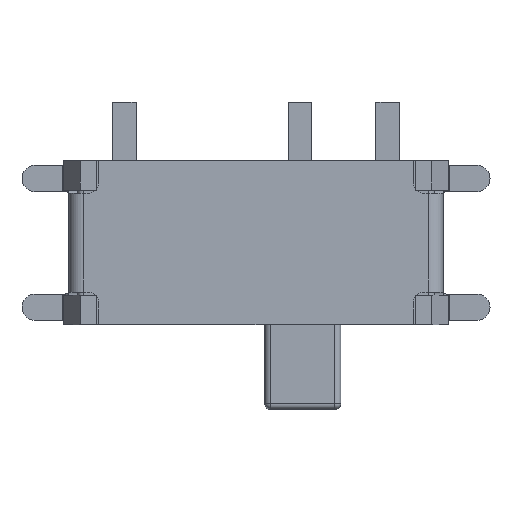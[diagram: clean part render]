
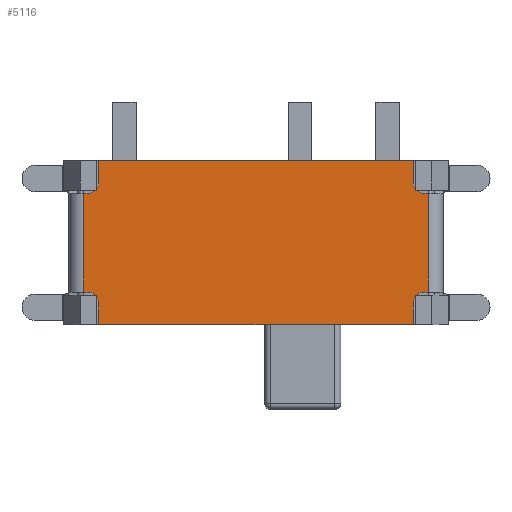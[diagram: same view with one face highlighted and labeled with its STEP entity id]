
A CAD part, top view. The second image highlights one B-rep face of the part: STEP entity #5116.
In plain terms, the highlighted planar face has unit normal (0, 0, 1).
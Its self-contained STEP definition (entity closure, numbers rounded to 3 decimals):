
#4666 = EDGE_CURVE('',#4667,#4669,#4671,.T.);
#4667 = VERTEX_POINT('',#4668);
#4668 = CARTESIAN_POINT('',(2.95,0.297,1.35));
#4669 = VERTEX_POINT('',#4670);
#4670 = CARTESIAN_POINT('',(2.884,0.297,1.35
    ));
#4671 = LINE('',#4672,#4673);
#4672 = CARTESIAN_POINT('',(3.2,0.297,1.35));
#4673 = VECTOR('',#4674,1.);
#4674 = DIRECTION('',(-1.,0.,0.));
#4723 = EDGE_CURVE('',#4669,#4724,#4726,.T.);
#4724 = VERTEX_POINT('',#4725);
#4725 = CARTESIAN_POINT('',(2.684,0.497,1.35
    ));
#4726 = CIRCLE('',#4727,0.2);
#4727 = AXIS2_PLACEMENT_3D('',#4728,#4729,#4730);
#4728 = CARTESIAN_POINT('',(2.884,0.497,1.35
    ));
#4729 = DIRECTION('',(0.,0.,-1.));
#4730 = DIRECTION('',(1.,0.,0.));
#4749 = VERTEX_POINT('',#4750);
#4750 = CARTESIAN_POINT('',(2.684,0.853,1.35
    ));
#4756 = EDGE_CURVE('',#4724,#4749,#4757,.T.);
#4757 = LINE('',#4758,#4759);
#4758 = CARTESIAN_POINT('',(2.684,0.497,1.35
    ));
#4759 = VECTOR('',#4760,1.);
#4760 = DIRECTION('',(0.,1.,0.));
#4773 = VERTEX_POINT('',#4774);
#4774 = CARTESIAN_POINT('',(-2.684,0.853,
    1.35));
#4780 = EDGE_CURVE('',#4749,#4773,#4781,.T.);
#4781 = LINE('',#4782,#4783);
#4782 = CARTESIAN_POINT('',(2.684,0.853,1.35
    ));
#4783 = VECTOR('',#4784,1.);
#4784 = DIRECTION('',(-1.,0.,0.));
#4797 = VERTEX_POINT('',#4798);
#4798 = CARTESIAN_POINT('',(-2.684,0.497,
    1.35));
#4804 = EDGE_CURVE('',#4773,#4797,#4805,.T.);
#4805 = LINE('',#4806,#4807);
#4806 = CARTESIAN_POINT('',(-2.684,0.497,
    1.35));
#4807 = VECTOR('',#4808,1.);
#4808 = DIRECTION('',(0.,-1.,0.));
#4820 = EDGE_CURVE('',#4797,#4821,#4823,.T.);
#4821 = VERTEX_POINT('',#4822);
#4822 = CARTESIAN_POINT('',(-2.884,0.297,
    1.35));
#4823 = CIRCLE('',#4824,0.2);
#4824 = AXIS2_PLACEMENT_3D('',#4825,#4826,#4827);
#4825 = CARTESIAN_POINT('',(-2.884,0.497,
    1.35));
#4826 = DIRECTION('',(0.,0.,-1.));
#4827 = DIRECTION('',(-1.,0.,-0.));
#4846 = VERTEX_POINT('',#4847);
#4847 = CARTESIAN_POINT('',(-2.95,0.297,1.35));
#4854 = EDGE_CURVE('',#4821,#4846,#4855,.T.);
#4855 = LINE('',#4856,#4857);
#4856 = CARTESIAN_POINT('',(-3.2,0.297,1.35));
#4857 = VECTOR('',#4858,1.);
#4858 = DIRECTION('',(-1.,0.,0.));
#4893 = EDGE_CURVE('',#4894,#4896,#4898,.T.);
#4894 = VERTEX_POINT('',#4895);
#4895 = CARTESIAN_POINT('',(-2.95,-1.391,1.35));
#4896 = VERTEX_POINT('',#4897);
#4897 = CARTESIAN_POINT('',(-2.884,-1.391,
    1.35));
#4898 = LINE('',#4899,#4900);
#4899 = CARTESIAN_POINT('',(-3.2,-1.391,1.35));
#4900 = VECTOR('',#4901,1.);
#4901 = DIRECTION('',(1.,0.,0.));
#4950 = EDGE_CURVE('',#4896,#4951,#4953,.T.);
#4951 = VERTEX_POINT('',#4952);
#4952 = CARTESIAN_POINT('',(-2.684,-1.591,
    1.35));
#4953 = CIRCLE('',#4954,0.2);
#4954 = AXIS2_PLACEMENT_3D('',#4955,#4956,#4957);
#4955 = CARTESIAN_POINT('',(-2.884,-1.591,
    1.35));
#4956 = DIRECTION('',(0.,0.,-1.));
#4957 = DIRECTION('',(1.,0.,0.));
#4976 = VERTEX_POINT('',#4977);
#4977 = CARTESIAN_POINT('',(-2.684,-1.947,
    1.35));
#4983 = EDGE_CURVE('',#4951,#4976,#4984,.T.);
#4984 = LINE('',#4985,#4986);
#4985 = CARTESIAN_POINT('',(-2.684,-1.591,
    1.35));
#4986 = VECTOR('',#4987,1.);
#4987 = DIRECTION('',(0.,-1.,0.));
#5000 = VERTEX_POINT('',#5001);
#5001 = CARTESIAN_POINT('',(2.684,-1.947,
    1.35));
#5007 = EDGE_CURVE('',#4976,#5000,#5008,.T.);
#5008 = LINE('',#5009,#5010);
#5009 = CARTESIAN_POINT('',(2.684,-1.947,
    1.35));
#5010 = VECTOR('',#5011,1.);
#5011 = DIRECTION('',(1.,0.,0.));
#5024 = VERTEX_POINT('',#5025);
#5025 = CARTESIAN_POINT('',(2.684,-1.591,
    1.35));
#5031 = EDGE_CURVE('',#5000,#5024,#5032,.T.);
#5032 = LINE('',#5033,#5034);
#5033 = CARTESIAN_POINT('',(2.684,-1.591,
    1.35));
#5034 = VECTOR('',#5035,1.);
#5035 = DIRECTION('',(0.,1.,0.));
#5047 = EDGE_CURVE('',#5024,#5048,#5050,.T.);
#5048 = VERTEX_POINT('',#5049);
#5049 = CARTESIAN_POINT('',(2.884,-1.391,
    1.35));
#5050 = CIRCLE('',#5051,0.2);
#5051 = AXIS2_PLACEMENT_3D('',#5052,#5053,#5054);
#5052 = CARTESIAN_POINT('',(2.884,-1.591,
    1.35));
#5053 = DIRECTION('',(0.,0.,-1.));
#5054 = DIRECTION('',(-1.,0.,-0.));
#5073 = VERTEX_POINT('',#5074);
#5074 = CARTESIAN_POINT('',(2.95,-1.391,1.35));
#5081 = EDGE_CURVE('',#5048,#5073,#5082,.T.);
#5082 = LINE('',#5083,#5084);
#5083 = CARTESIAN_POINT('',(3.2,-1.391,1.35));
#5084 = VECTOR('',#5085,1.);
#5085 = DIRECTION('',(1.,0.,0.));
#5116 = ADVANCED_FACE('',(#5117),#5145,.F.);
#5117 = FACE_BOUND('',#5118,.T.);
#5118 = EDGE_LOOP('',(#5119,#5120,#5126,#5127,#5128,#5129,#5130,#5131,
    #5132,#5133,#5139,#5140,#5141,#5142,#5143,#5144));
#5119 = ORIENTED_EDGE('',*,*,#4854,.T.);
#5120 = ORIENTED_EDGE('',*,*,#5121,.T.);
#5121 = EDGE_CURVE('',#4846,#4894,#5122,.T.);
#5122 = LINE('',#5123,#5124);
#5123 = CARTESIAN_POINT('',(-2.95,0.497,1.35));
#5124 = VECTOR('',#5125,1.);
#5125 = DIRECTION('',(0.,-1.,0.));
#5126 = ORIENTED_EDGE('',*,*,#4893,.T.);
#5127 = ORIENTED_EDGE('',*,*,#4950,.T.);
#5128 = ORIENTED_EDGE('',*,*,#4983,.T.);
#5129 = ORIENTED_EDGE('',*,*,#5007,.T.);
#5130 = ORIENTED_EDGE('',*,*,#5031,.T.);
#5131 = ORIENTED_EDGE('',*,*,#5047,.T.);
#5132 = ORIENTED_EDGE('',*,*,#5081,.T.);
#5133 = ORIENTED_EDGE('',*,*,#5134,.T.);
#5134 = EDGE_CURVE('',#5073,#4667,#5135,.T.);
#5135 = LINE('',#5136,#5137);
#5136 = CARTESIAN_POINT('',(2.95,0.497,1.35));
#5137 = VECTOR('',#5138,1.);
#5138 = DIRECTION('',(0.,1.,0.));
#5139 = ORIENTED_EDGE('',*,*,#4666,.T.);
#5140 = ORIENTED_EDGE('',*,*,#4723,.T.);
#5141 = ORIENTED_EDGE('',*,*,#4756,.T.);
#5142 = ORIENTED_EDGE('',*,*,#4780,.T.);
#5143 = ORIENTED_EDGE('',*,*,#4804,.T.);
#5144 = ORIENTED_EDGE('',*,*,#4820,.T.);
#5145 = PLANE('',#5146);
#5146 = AXIS2_PLACEMENT_3D('',#5147,#5148,#5149);
#5147 = CARTESIAN_POINT('',(2.884,0.497,1.35
    ));
#5148 = DIRECTION('',(0.,0.,-1.));
#5149 = DIRECTION('',(1.,0.,0.));
